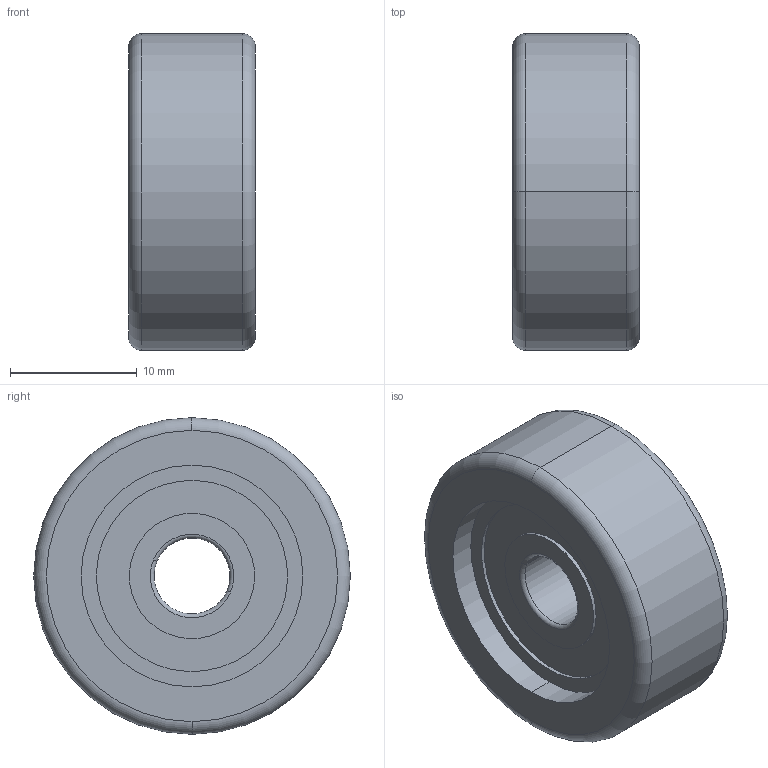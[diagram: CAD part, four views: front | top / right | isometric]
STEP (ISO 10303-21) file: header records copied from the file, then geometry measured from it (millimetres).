
FILE_DESCRIPTION (( 'STEP AP214' ), '1' );
FILE_NAME ('0028227_FPVO-025-10-06-K06.step', '2018-06-11T10:22:51', ( '' ), ( '' ), 'SwSTEP 2.0', 'SolidWorks 2018', '' );
FILE_SCHEMA (( 'AUTOMOTIVE_DESIGN' ));
Length unit declared in the file: millimetre
Products named in the file (1): 0028227_FPVO-025-10-06-K06
Bounding box: 10 x 25 x 25 mm (x, y, z)
Surface area: 2068.4 mm2 (no closed solid volume)
Topology: 0 solids, 2 shells, 32 faces, 68 edges, 44 vertices
Faces by surface type: cylinder 16, torus 8, plane 8
Entity records: 1264 total; most frequent: DIRECTION 186, CARTESIAN_POINT 145, ORIENTED_EDGE 128, AXIS2_PLACEMENT_3D 85, EDGE_CURVE 68, CIRCLE 52, VERTEX_POINT 44, EDGE_LOOP 40
